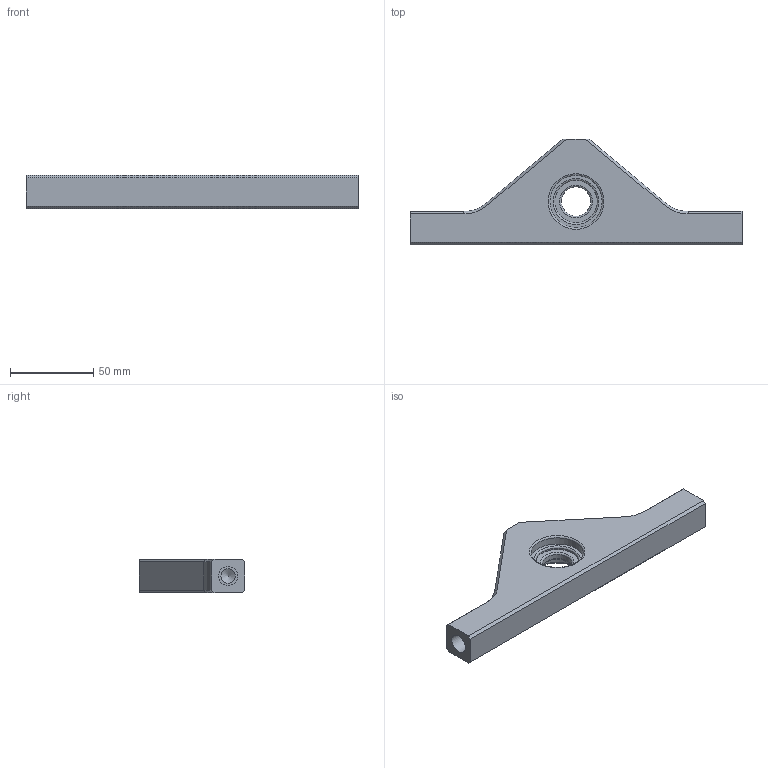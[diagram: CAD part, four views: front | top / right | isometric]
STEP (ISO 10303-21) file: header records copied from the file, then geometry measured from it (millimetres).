
FILE_DESCRIPTION(/* description */ ('Truck Bofolia'),/* implementation_level */ '2;1');
FILE_NAME(/* name */ '106 Truck Bofolia IndA.stp',/* time_stamp */ '2022-05-13T22:32:07+02:00',/* author */ ('Feuille'),/* organization */ ('ACTIA'),/* preprocessor_version */ 'ST-DEVELOPER v17',/* originating_system */ 'Autodesk Inventor 2019',/* authorisation */ 'M. GALLAND');
FILE_SCHEMA (('AUTOMOTIVE_DESIGN { 1 0 10303 214 3 1 1 }'));
Length unit declared in the file: millimetre
Products named in the file (1): 106 
Bounding box: 200 x 63.5 x 20 mm (x, y, z)
Volume: 121086 mm3; surface area: 25920.4 mm2
Topology: 1 solids, 1 shells, 51 faces, 127 edges, 84 vertices
Faces by surface type: plane 26, cylinder 12, cone 7, torus 6
Full cylindrical faces by diameter (mm): 8.38 x1, 8.65 x2, 11.5 x2, 17.7 x1, 25.6 x2, 31.5 x2
Entity records: 1568 total; most frequent: DIRECTION 283, CARTESIAN_POINT 260, ORIENTED_EDGE 248, EDGE_CURVE 124, AXIS2_PLACEMENT_3D 107, VERTEX_POINT 84, LINE 69, VECTOR 69
